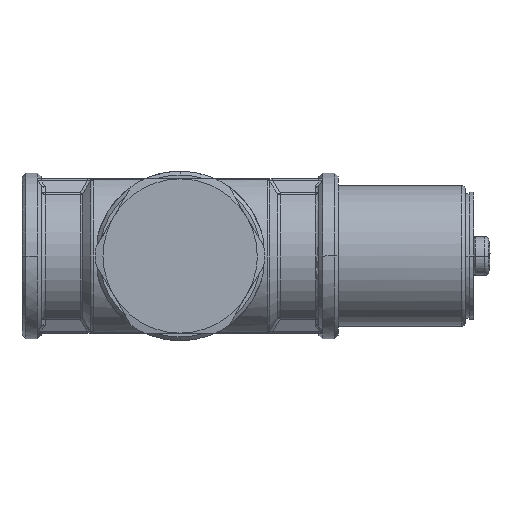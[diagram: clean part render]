
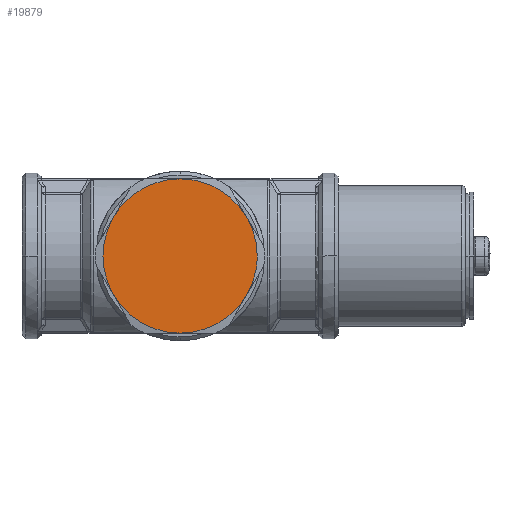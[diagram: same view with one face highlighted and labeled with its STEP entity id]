
A CAD part, front view. The second image highlights one B-rep face of the part: STEP entity #19879.
In plain terms, the highlighted planar face has unit normal (0, -1, 0).
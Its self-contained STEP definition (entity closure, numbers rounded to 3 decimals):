
#19642=CARTESIAN_POINT('Vertex',(-17.321,-25.5,-10.)) ;
#19697=CARTESIAN_POINT('Vertex',(0.,-25.5,-20.)) ;
#19700=CARTESIAN_POINT('Axis2P3D Location',(0.,-25.5,0.)) ;
#19718=CARTESIAN_POINT('Axis2P3D Location',(0.,-25.5,0.)) ;
#19722=CARTESIAN_POINT('Vertex',(-17.321,-25.5,10.)) ;
#19724=CARTESIAN_POINT('Vertex',(-20.,-25.5,0.)) ;
#19748=CARTESIAN_POINT('Axis2P3D Location',(0.,-25.5,0.)) ;
#19792=CARTESIAN_POINT('Axis2P3D Location',(0.,-25.5,0.)) ;
#19798=CARTESIAN_POINT('Control Point',(17.321,-25.5,10.)) ;
#19799=CARTESIAN_POINT('Control Point',(16.335,-25.5,11.708)) ;
#19800=CARTESIAN_POINT('Control Point',(15.138,-25.5,13.294)) ;
#19801=CARTESIAN_POINT('Control Point',(13.751,-25.5,14.724)) ;
#19802=CARTESIAN_POINT('Control Point',(10.654,-25.5,17.213)) ;
#19803=CARTESIAN_POINT('Control Point',(7.045,-25.5,18.875)) ;
#19804=CARTESIAN_POINT('Control Point',(5.146,-25.5,19.478)) ;
#19805=CARTESIAN_POINT('Control Point',(2.95,-25.5,19.887)) ;
#19806=CARTESIAN_POINT('Control Point',(0.736,-25.5,19.989)) ;
#19807=CARTESIAN_POINT('Control Point',(0.49,-25.5,19.996)) ;
#19808=CARTESIAN_POINT('Control Point',(0.245,-25.5,20.)) ;
#19809=CARTESIAN_POINT('Control Point',(0.,-25.5,20.)) ;
#19810=CARTESIAN_POINT('Vertex',(17.321,-25.5,10.)) ;
#19812=CARTESIAN_POINT('Vertex',(0.,-25.5,20.)) ;
#19816=CARTESIAN_POINT('Control Point',(0.,-25.5,20.)) ;
#19817=CARTESIAN_POINT('Control Point',(-1.972,-25.5,20.)) ;
#19818=CARTESIAN_POINT('Control Point',(-3.944,-25.5,19.757)) ;
#19819=CARTESIAN_POINT('Control Point',(-5.876,-25.5,19.271)) ;
#19820=CARTESIAN_POINT('Control Point',(-9.58,-25.5,17.833)) ;
#19821=CARTESIAN_POINT('Control Point',(-12.824,-25.5,15.539)) ;
#19822=CARTESIAN_POINT('Control Point',(-14.296,-25.5,14.196)) ;
#19823=CARTESIAN_POINT('Control Point',(-15.747,-25.5,12.499)) ;
#19824=CARTESIAN_POINT('Control Point',(-16.943,-25.5,10.631)) ;
#19825=CARTESIAN_POINT('Control Point',(-17.072,-25.5,10.423)) ;
#19826=CARTESIAN_POINT('Control Point',(-17.198,-25.5,10.212)) ;
#19827=CARTESIAN_POINT('Control Point',(-17.321,-25.5,10.)) ;
#19830=CARTESIAN_POINT('Control Point',(0.,-25.5,-20.)) ;
#19831=CARTESIAN_POINT('Control Point',(1.972,-25.5,-20.)) ;
#19832=CARTESIAN_POINT('Control Point',(3.944,-25.5,-19.757)) ;
#19833=CARTESIAN_POINT('Control Point',(5.876,-25.5,-19.271)) ;
#19834=CARTESIAN_POINT('Control Point',(9.58,-25.5,-17.833)) ;
#19835=CARTESIAN_POINT('Control Point',(12.824,-25.5,-15.539)) ;
#19836=CARTESIAN_POINT('Control Point',(14.296,-25.5,-14.196)) ;
#19837=CARTESIAN_POINT('Control Point',(15.747,-25.5,-12.499)) ;
#19838=CARTESIAN_POINT('Control Point',(16.943,-25.5,-10.631)) ;
#19839=CARTESIAN_POINT('Control Point',(17.072,-25.5,-10.423)) ;
#19840=CARTESIAN_POINT('Control Point',(17.198,-25.5,-10.212)) ;
#19841=CARTESIAN_POINT('Control Point',(17.321,-25.5,-10.)) ;
#19842=CARTESIAN_POINT('Vertex',(17.321,-25.5,-10.)) ;
#19846=CARTESIAN_POINT('Control Point',(17.321,-25.5,-10.)) ;
#19847=CARTESIAN_POINT('Control Point',(18.306,-25.5,-8.292)) ;
#19848=CARTESIAN_POINT('Control Point',(19.082,-25.5,-6.463)) ;
#19849=CARTESIAN_POINT('Control Point',(19.627,-25.5,-4.547)) ;
#19850=CARTESIAN_POINT('Control Point',(19.949,-25.5,-2.462)) ;
#19851=CARTESIAN_POINT('Control Point',(19.997,-25.5,-0.368)) ;
#19852=CARTESIAN_POINT('Control Point',(19.999,-25.5,-0.245)) ;
#19853=CARTESIAN_POINT('Control Point',(20.,-25.5,-0.123)) ;
#19854=CARTESIAN_POINT('Control Point',(20.,-25.5,0.)) ;
#19855=CARTESIAN_POINT('Vertex',(20.,-25.5,0.)) ;
#19859=CARTESIAN_POINT('Control Point',(20.,-25.5,0.)) ;
#19860=CARTESIAN_POINT('Control Point',(20.,-25.5,1.849)) ;
#19861=CARTESIAN_POINT('Control Point',(19.786,-25.5,3.698)) ;
#19862=CARTESIAN_POINT('Control Point',(19.359,-25.5,5.515)) ;
#19863=CARTESIAN_POINT('Control Point',(18.641,-25.5,7.497)) ;
#19864=CARTESIAN_POINT('Control Point',(17.679,-25.5,9.357)) ;
#19865=CARTESIAN_POINT('Control Point',(17.562,-25.5,9.573)) ;
#19866=CARTESIAN_POINT('Control Point',(17.443,-25.5,9.788)) ;
#19867=CARTESIAN_POINT('Control Point',(17.321,-25.5,10.)) ;
#19701=DIRECTION('Axis2P3D Direction',(-0.,1.,0.)) ;
#19719=DIRECTION('Axis2P3D Direction',(-0.,1.,0.)) ;
#19749=DIRECTION('Axis2P3D Direction',(-0.,1.,0.)) ;
#19793=DIRECTION('Axis2P3D Direction',(-0.,1.,0.)) ;
#19794=DIRECTION('Axis2P3D XDirection',(1.,0.,0.)) ;
#19702=AXIS2_PLACEMENT_3D('Circle Axis2P3D',#19700,#19701,$) ;
#19720=AXIS2_PLACEMENT_3D('Circle Axis2P3D',#19718,#19719,$) ;
#19750=AXIS2_PLACEMENT_3D('Circle Axis2P3D',#19748,#19749,$) ;
#19795=AXIS2_PLACEMENT_3D('Plane Axis2P3D',#19792,#19793,#19794) ;
#19703=CIRCLE('generated circle',#19702,20.) ;
#19721=CIRCLE('generated circle',#19720,20.) ;
#19751=CIRCLE('generated circle',#19750,20.) ;
#19796=PLANE('',#19795) ;
#19704=EDGE_CURVE('',#19643,#19698,#19703,.F.) ;
#19726=EDGE_CURVE('',#19723,#19725,#19721,.F.) ;
#19752=EDGE_CURVE('',#19725,#19643,#19751,.F.) ;
#19814=EDGE_CURVE('',#19811,#19813,#19797,.T.) ;
#19828=EDGE_CURVE('',#19813,#19723,#19815,.T.) ;
#19844=EDGE_CURVE('',#19698,#19843,#19829,.T.) ;
#19857=EDGE_CURVE('',#19843,#19856,#19845,.T.) ;
#19868=EDGE_CURVE('',#19856,#19811,#19858,.T.) ;
#19870=ORIENTED_EDGE('',*,*,#19814,.T.) ;
#19871=ORIENTED_EDGE('',*,*,#19828,.T.) ;
#19872=ORIENTED_EDGE('',*,*,#19726,.T.) ;
#19873=ORIENTED_EDGE('',*,*,#19752,.T.) ;
#19874=ORIENTED_EDGE('',*,*,#19704,.T.) ;
#19875=ORIENTED_EDGE('',*,*,#19844,.T.) ;
#19876=ORIENTED_EDGE('',*,*,#19857,.T.) ;
#19877=ORIENTED_EDGE('',*,*,#19868,.T.) ;
#19869=EDGE_LOOP('',(#19870,#19871,#19872,#19873,#19874,#19875,#19876,#19877)) ;
#19643=VERTEX_POINT('',#19642) ;
#19698=VERTEX_POINT('',#19697) ;
#19723=VERTEX_POINT('',#19722) ;
#19725=VERTEX_POINT('',#19724) ;
#19811=VERTEX_POINT('',#19810) ;
#19813=VERTEX_POINT('',#19812) ;
#19843=VERTEX_POINT('',#19842) ;
#19856=VERTEX_POINT('',#19855) ;
#19879=ADVANCED_FACE('MANIFOLD_SOLID_BREP #41696',(#19878),#19796,.F.) ;
#19797=B_SPLINE_CURVE_WITH_KNOTS('',5,(#19798,#19799,#19800,#19801,#19802,#19803,#19804,#19805,#19806,#19807,#19808,#19809),.UNSPECIFIED.,.F.,.U.,(6,3,3,6),(0.,13.943,27.885,29.619),.UNSPECIFIED.) ;
#19815=B_SPLINE_CURVE_WITH_KNOTS('',5,(#19816,#19817,#19818,#19819,#19820,#19821,#19822,#19823,#19824,#19825,#19826,#19827),.UNSPECIFIED.,.F.,.U.,(6,3,3,6),(0.,13.943,27.885,29.619),.UNSPECIFIED.) ;
#19829=B_SPLINE_CURVE_WITH_KNOTS('',5,(#19830,#19831,#19832,#19833,#19834,#19835,#19836,#19837,#19838,#19839,#19840,#19841),.UNSPECIFIED.,.F.,.U.,(6,3,3,6),(0.,13.943,27.885,29.619),.UNSPECIFIED.) ;
#19845=B_SPLINE_CURVE_WITH_KNOTS('',5,(#19846,#19847,#19848,#19849,#19850,#19851,#19852,#19853,#19854),.UNSPECIFIED.,.F.,.U.,(6,3,6),(0.,13.943,14.809),.UNSPECIFIED.) ;
#19858=B_SPLINE_CURVE_WITH_KNOTS('',5,(#19859,#19860,#19861,#19862,#19863,#19864,#19865,#19866,#19867),.UNSPECIFIED.,.F.,.U.,(6,3,6),(14.809,27.885,29.619),.UNSPECIFIED.) ;
#19878=FACE_OUTER_BOUND('',#19869,.T.) ;
